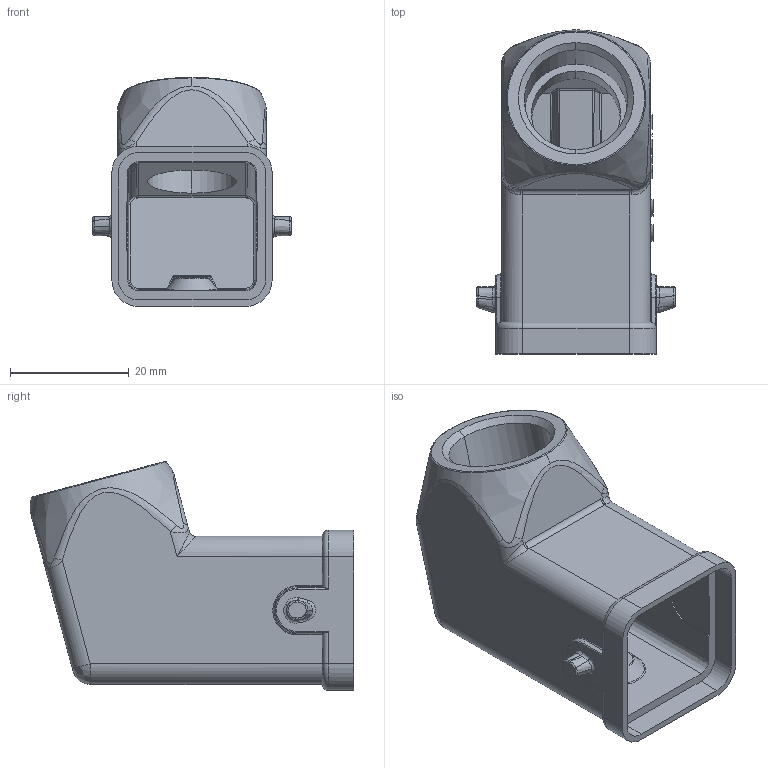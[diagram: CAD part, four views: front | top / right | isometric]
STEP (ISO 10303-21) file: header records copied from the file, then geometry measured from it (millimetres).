
FILE_DESCRIPTION((''),'2;1');
FILE_NAME('H3A-SE-2B-PG11_V1_0','2024-01-16T',('lj.zou'),(''),'PRO/ENGINEER BY PARAMETRIC TECHNOLOGY CORPORATION, 2012480','PRO/ENGINEER BY PARAMETRIC TECHNOLOGY CORPORATION, 2012480','');
FILE_SCHEMA(('CONFIG_CONTROL_DESIGN'));
Length unit declared in the file: millimetre
Products named in the file (1): H3A-SE-2B-PG11_V1_0
Bounding box: 33.4 x 54.53 x 38.56 mm (x, y, z)
Volume: 13056.5 mm3; surface area: 11059.3 mm2
Topology: 1 solids, 1 shells, 286 faces, 738 edges, 463 vertices
Faces by surface type: plane 108, bspline 77, cylinder 61, torus 14, extrusion 13, cone 9, sphere 4
Entity records: 15016 total; most frequent: CARTESIAN_POINT 8670, ORIENTED_EDGE 1468, DIRECTION 1037, EDGE_CURVE 734, VERTEX_POINT 463, VECTOR 377, LINE 364, AXIS2_PLACEMENT_3D 330
